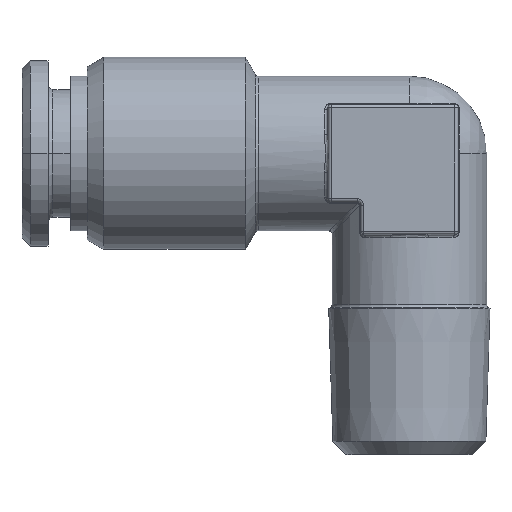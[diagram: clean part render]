
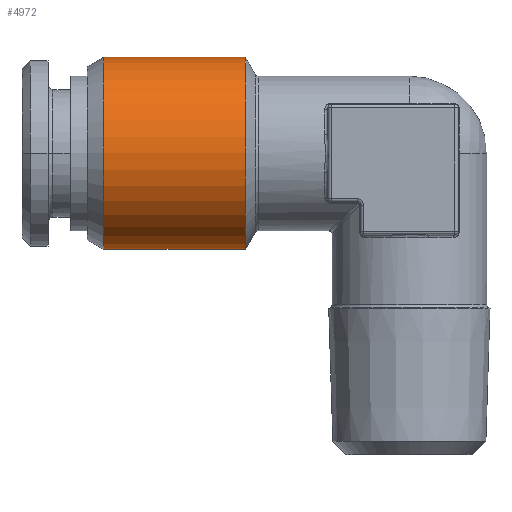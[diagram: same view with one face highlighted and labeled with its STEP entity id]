
A CAD part, top view. The second image highlights one B-rep face of the part: STEP entity #4972.
In plain terms, the highlighted cylindrical face has radius 5.9 mm (diameter 11.8 mm), a partial arc.
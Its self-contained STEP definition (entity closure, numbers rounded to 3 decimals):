
#1626=CARTESIAN_POINT('',(-18.78,0.,0.));
#1627=DIRECTION('',(1.,0.,0.));
#1628=DIRECTION('',(0.,1.,0.));
#1629=AXIS2_PLACEMENT_3D('',#1626,#1627,#1628);
#1631=CARTESIAN_POINT('',(-10.076,0.,0.));
#1632=DIRECTION('',(1.,0.,0.));
#1633=DIRECTION('',(0.,1.,0.));
#1634=AXIS2_PLACEMENT_3D('',#1631,#1632,#1633);
#1659=DIRECTION('',(1.,0.,0.));
#1660=VECTOR('',#1659,8.704);
#1661=CARTESIAN_POINT('',(-18.78,5.9,0.));
#1662=LINE('',#1661,#1660);
#1668=DIRECTION('',(1.,0.,0.));
#1669=VECTOR('',#1668,8.704);
#1670=CARTESIAN_POINT('',(-18.78,-5.9,0.));
#1671=LINE('',#1670,#1669);
#2008=CARTESIAN_POINT('',(-18.78,5.9,0.));
#2009=CARTESIAN_POINT('',(-18.78,-5.9,0.));
#2010=VERTEX_POINT('',#2008);
#2011=VERTEX_POINT('',#2009);
#2012=CARTESIAN_POINT('',(-10.076,5.9,0.));
#2013=CARTESIAN_POINT('',(-10.076,-5.9,0.));
#2014=VERTEX_POINT('',#2012);
#2015=VERTEX_POINT('',#2013);
#4958=CARTESIAN_POINT('',(-20.287,0.,0.));
#4959=DIRECTION('',(1.,0.,0.));
#4960=DIRECTION('',(0.,-1.,0.));
#4961=AXIS2_PLACEMENT_3D('',#4958,#4959,#4960);
#4962=CYLINDRICAL_SURFACE('',#4961,5.9);
#4964=ORIENTED_EDGE('',*,*,#4963,.T.);
#4966=ORIENTED_EDGE('',*,*,#4965,.F.);
#4967=ORIENTED_EDGE('',*,*,#4953,.F.);
#4969=ORIENTED_EDGE('',*,*,#4968,.T.);
#4970=EDGE_LOOP('',(#4964,#4966,#4967,#4969));
#4971=FACE_OUTER_BOUND('',#4970,.F.);
#4972=ADVANCED_FACE('',(#4971),#4962,.T.);
#1630=CIRCLE('',#1629,5.9);
#1635=CIRCLE('',#1634,5.9);
#4953=EDGE_CURVE('',#2010,#2011,#1630,.T.);
#4963=EDGE_CURVE('',#2014,#2015,#1635,.T.);
#4965=EDGE_CURVE('',#2011,#2015,#1671,.T.);
#4968=EDGE_CURVE('',#2010,#2014,#1662,.T.);
